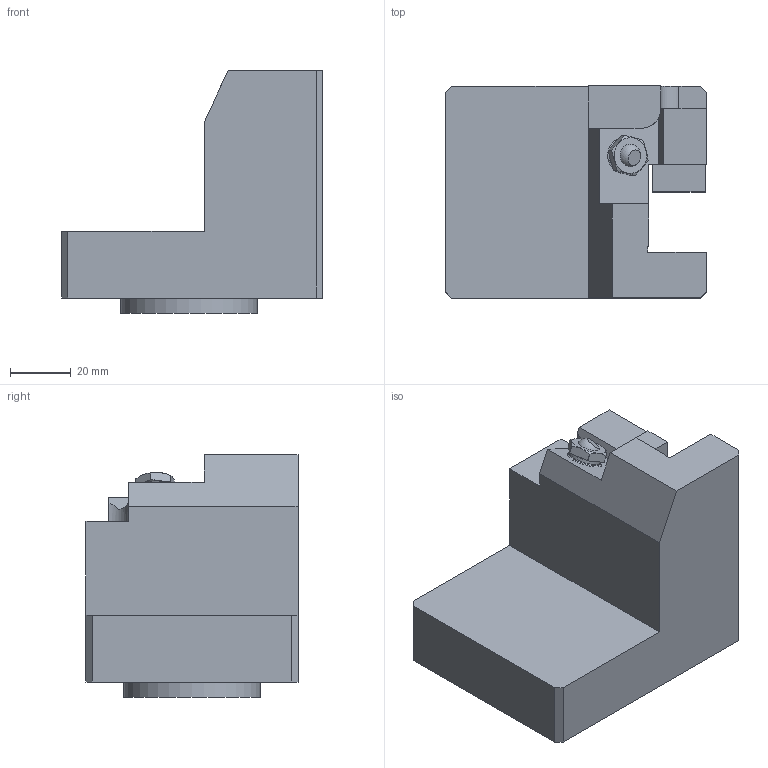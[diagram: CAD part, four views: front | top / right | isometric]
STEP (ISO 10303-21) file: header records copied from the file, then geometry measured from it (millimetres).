
FILE_DESCRIPTION(/* description */ (''),/* implementation_level */ '2;1');
FILE_NAME(/* name */ 'W7040061_A__specification_W7040061_.stp',/* time_stamp */ '2012-10-22T08:39:43+02:00',/* author */ (''),/* organization */ (''),/* preprocessor_version */ 'ST-DEVELOPER v11',/* originating_system */ 'SIEMENS PLM Software NX 7.5',/* authorisation */ '');
FILE_SCHEMA (('AUTOMOTIVE_DESIGN { 1 0 10303 214 1 1 1 1 }'));
Length unit declared in the file: millimetre
Products named in the file (1): hees9AE4a4v9
Bounding box: 86 x 70 x 80 mm (x, y, z)
Volume: 224219.4 mm3; surface area: 32251 mm2
Topology: 1 solids, 1 shells, 63 faces, 167 edges, 110 vertices
Faces by surface type: plane 48, cylinder 10, cone 2, torus 2, sphere 1
Full cylindrical faces by diameter (mm): 10.6 x1, 45 x1
Entity records: 1916 total; most frequent: CARTESIAN_POINT 358, ORIENTED_EDGE 314, DIRECTION 306, EDGE_CURVE 157, LINE 124, VECTOR 124, VERTEX_POINT 107, AXIS2_PLACEMENT_3D 91
